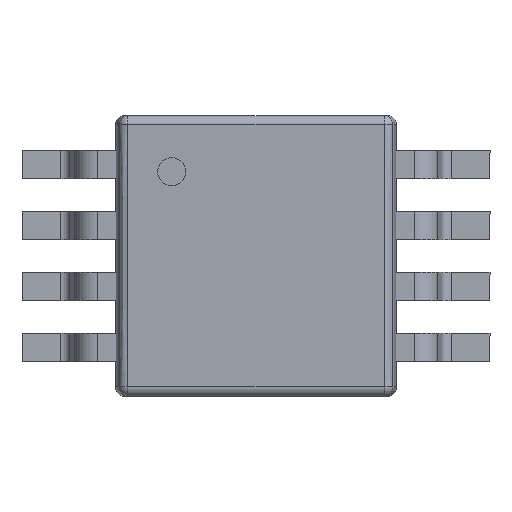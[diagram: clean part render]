
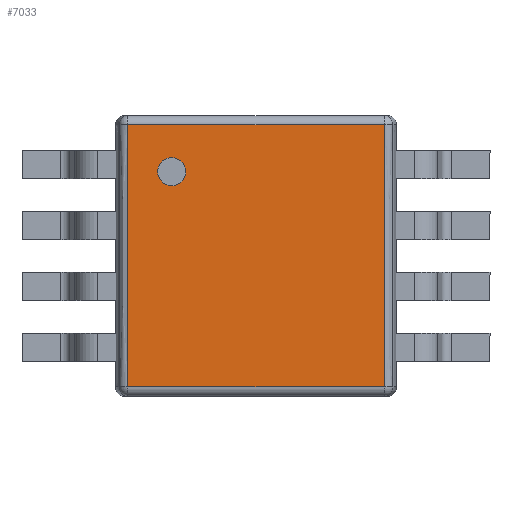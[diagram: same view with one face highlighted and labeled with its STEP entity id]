
A CAD part, top view. The second image highlights one B-rep face of the part: STEP entity #7033.
In plain terms, the highlighted planar face has unit normal (0, 0, 1).
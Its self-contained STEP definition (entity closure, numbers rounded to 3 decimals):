
#1535 = CARTESIAN_POINT ( 'NONE',  ( 0.45, -0.6, 0.95 ) ) ;
#1536 = DIRECTION ( 'NONE',  ( -1., 0., 0. ) ) ;
#1537 = DIRECTION ( 'NONE',  ( 0., 0., -1. ) ) ;
#1538 = CARTESIAN_POINT ( 'NONE',  ( 0.6, -0.6, 0.95 ) ) ;
#1539 = AXIS2_PLACEMENT_3D ( 'NONE', #1538, #1537, #1536 ) ;
#1540 = CIRCLE ( 'NONE', #1539, 0.15 ) ;
#1545 = CARTESIAN_POINT ( 'NONE',  ( 0.75, -0.6, 0.95 ) ) ;
#2115 = DIRECTION ( 'NONE',  ( 0., -1., 0. ) ) ;
#2116 = VECTOR ( 'NONE', #2115, 1000. ) ;
#2117 = CARTESIAN_POINT ( 'NONE',  ( 2.868, -1.304, 0.95 ) ) ;
#2118 = LINE ( 'NONE', #2117, #2116 ) ;
#2119 = DIRECTION ( 'NONE',  ( 1., 0., 0. ) ) ;
#2120 = DIRECTION ( 'NONE',  ( 0., 0., 1. ) ) ;
#2121 = CARTESIAN_POINT ( 'NONE',  ( 1.5, -1.5, 0.95 ) ) ;
#2122 = AXIS2_PLACEMENT_3D ( 'NONE', #2121, #2120, #2119 ) ;
#2123 = CARTESIAN_POINT ( 'NONE',  ( 2.868, -2.9, 0.95 ) ) ;
#2124 = PLANE ( 'NONE',  #2122 ) ;
#2316 = FACE_OUTER_BOUND ( 'NONE', #7052, .T. ) ;
#2319 = FACE_BOUND ( 'NONE', #7010, .T. ) ;
#2323 = CARTESIAN_POINT ( 'NONE',  ( 0.132, -0.1, 0.95 ) ) ;
#2361 = CARTESIAN_POINT ( 'NONE',  ( 2.868, -0.1, 0.95 ) ) ;
#2430 = CARTESIAN_POINT ( 'NONE',  ( 0.132, -2.9, 0.95 ) ) ;
#2447 = DIRECTION ( 'NONE',  ( 0., -1., 0. ) ) ;
#2448 = VECTOR ( 'NONE', #2447, 1000. ) ;
#2449 = CARTESIAN_POINT ( 'NONE',  ( 0.132, -1.5, 0.95 ) ) ;
#2450 = LINE ( 'NONE', #2449, #2448 ) ;
#2462 = DIRECTION ( 'NONE',  ( -1., 0., 0. ) ) ;
#2463 = VECTOR ( 'NONE', #2462, 1000. ) ;
#2464 = CARTESIAN_POINT ( 'NONE',  ( 1.5, -2.9, 0.95 ) ) ;
#2465 = LINE ( 'NONE', #2464, #2463 ) ;
#2529 = DIRECTION ( 'NONE',  ( -1., 0., 0. ) ) ;
#2530 = DIRECTION ( 'NONE',  ( 0., 0., -1. ) ) ;
#2531 = CARTESIAN_POINT ( 'NONE',  ( 0.6, -0.6, 0.95 ) ) ;
#2532 = AXIS2_PLACEMENT_3D ( 'NONE', #2531, #2530, #2529 ) ;
#2533 = CIRCLE ( 'NONE', #2532, 0.15 ) ;
#3832 = DIRECTION ( 'NONE',  ( 1., 0., 0. ) ) ;
#3833 = VECTOR ( 'NONE', #3832, 1000. ) ;
#3834 = CARTESIAN_POINT ( 'NONE',  ( 1.5, -0.1, 0.95 ) ) ;
#3835 = LINE ( 'NONE', #3834, #3833 ) ;
#6857 = ORIENTED_EDGE ( 'NONE', *, *, #7241, .F. ) ;
#6872 = VERTEX_POINT ( 'NONE', #1545 ) ;
#6878 = EDGE_CURVE ( 'NONE', #6872, #6881, #1540, .T. ) ;
#6881 = VERTEX_POINT ( 'NONE', #1535 ) ;
#7009 = ORIENTED_EDGE ( 'NONE', *, *, #7060, .T. ) ;
#7010 = EDGE_LOOP ( 'NONE', ( #7021, #7015 ) ) ;
#7015 = ORIENTED_EDGE ( 'NONE', *, *, #6878, .T. ) ;
#7021 = ORIENTED_EDGE ( 'NONE', *, *, #7068, .T. ) ;
#7033 = ADVANCED_FACE ( 'NONE', ( #2316, #2319 ), #2124, .T. ) ;
#7034 = VERTEX_POINT ( 'NONE', #2123 ) ;
#7035 = ORIENTED_EDGE ( 'NONE', *, *, #7036, .F. ) ;
#7036 = EDGE_CURVE ( 'NONE', #7037, #7034, #2118, .T. ) ;
#7037 = VERTEX_POINT ( 'NONE', #2361 ) ;
#7039 = ORIENTED_EDGE ( 'NONE', *, *, #7040, .F. ) ;
#7040 = EDGE_CURVE ( 'NONE', #7034, #7066, #2465, .T. ) ;
#7044 = VERTEX_POINT ( 'NONE', #2323 ) ;
#7052 = EDGE_LOOP ( 'NONE', ( #7039, #7035, #6857, #7009 ) ) ;
#7060 = EDGE_CURVE ( 'NONE', #7044, #7066, #2450, .T. ) ;
#7066 = VERTEX_POINT ( 'NONE', #2430 ) ;
#7068 = EDGE_CURVE ( 'NONE', #6881, #6872, #2533, .T. ) ;
#7241 = EDGE_CURVE ( 'NONE', #7044, #7037, #3835, .T. ) ;
